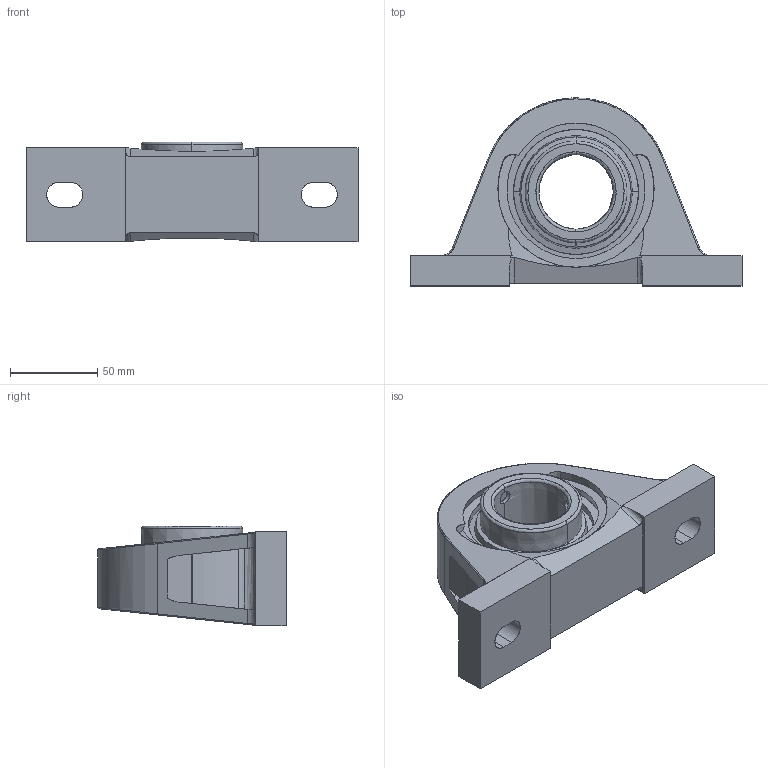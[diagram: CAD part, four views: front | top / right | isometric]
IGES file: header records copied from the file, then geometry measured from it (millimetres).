
Start section: SolidWorks IGES file using analytic representation for surfaces
Global section: file name: NPDEFAU0813450485833.igs; native system: SolidWorks 2017; preprocessor: SolidWorks 2017; author: partstream; date: 170813.045051; units: inch
Bounding box: 190.5 x 107.95 x 57.15 mm (x, y, z)
Surface area: 70506.8 mm2 (no closed solid volume)
Topology: 0 solids, 0 shells, 126 faces, 2405 edges, 2405 vertices
Faces by surface type: revolution 67, bspline 59
